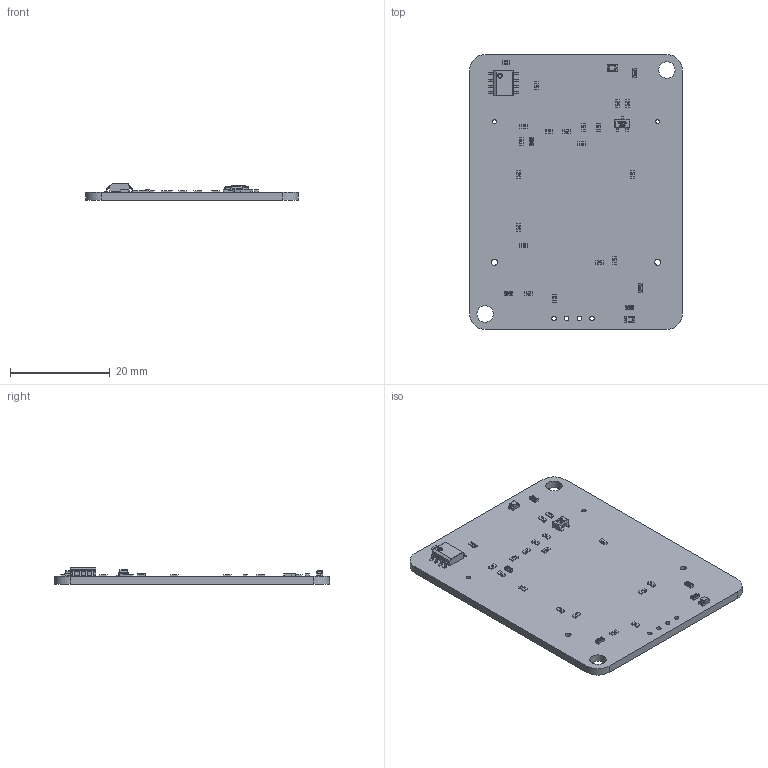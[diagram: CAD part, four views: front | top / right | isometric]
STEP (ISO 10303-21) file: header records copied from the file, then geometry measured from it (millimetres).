
FILE_DESCRIPTION(('Open CASCADE Model'),'2;1');
FILE_NAME('Open CASCADE Shape Model','2021-01-16T10:36:21',('Author'),( 'Open CASCADE'),'Open CASCADE STEP processor 6.8','Open CASCADE 6.8' ,'Unknown');
FILE_SCHEMA(('AUTOMOTIVE_DESIGN { 1 0 10303 214 1 1 1 1 }'));
Length unit declared in the file: millimetre
Products named in the file (37): PCB; Board; U4; User_Library-SOIC-8-150; User_Library-SOIC-8-150_pin_SOIC_SO-150_1; User_Library-SOIC-8-150_SOIC_150_SOIC_5X4_1; C19; User_Library-0603_SMD_Capacitor; C18; C17; C1; C2; C3; C4; C5; C6; C7; C8; C9; C10; C11; C13; C14; C15; C16; D1; SOT-23; R1; User_Library-RES_1609-0603; R2; LED1; User_Library-led_0805; LED_PWR; R3; R4; R5; C20
Assembly tree (66 placements, depth 4):
  PCB
    Board
    U4
      User_Library-SOIC-8-150
        User_Library-SOIC-8-150_pin_SOIC_SO-150_1  x8
        User_Library-SOIC-8-150_SOIC_150_SOIC_5X4_1
    C19
      User_Library-0603_SMD_Capacitor
    C18
      User_Library-0603_SMD_Capacitor
    C17
      User_Library-0603_SMD_Capacitor
    C1
      User_Library-0603_SMD_Capacitor
    C2
      User_Library-0603_SMD_Capacitor
    C3
      User_Library-0603_SMD_Capacitor
    C4
      User_Library-0603_SMD_Capacitor
    C5
      User_Library-0603_SMD_Capacitor
    C6
      User_Library-0603_SMD_Capacitor
    C7
      User_Library-0603_SMD_Capacitor
    C8
      User_Library-0603_SMD_Capacitor
    C9
      User_Library-0603_SMD_Capacitor
    C10
      User_Library-0603_SMD_Capacitor
    C11
      User_Library-0603_SMD_Capacitor
    C13
      User_Library-0603_SMD_Capacitor
    C14
      User_Library-0603_SMD_Capacitor
    C15
      User_Library-0603_SMD_Capacitor
    C16
      User_Library-0603_SMD_Capacitor
    D1
      SOT-23
    R1
      User_Library-RES_1609-0603
    R2
      User_Library-RES_1609-0603
    LED1
      User_Library-led_0805
    LED_PWR
      User_Library-led_0805
    R3
      User_Library-RES_1609-0603
    R4
      User_Library-RES_1609-0603
    R5
      User_Library-RES_1609-0603
    C20
      User_Library-0603_SMD_Capacitor
Bounding box: 42.75 x 55.25 x 3.34 mm (x, y, z)
Volume: 3760.8 mm3; surface area: 5291.4 mm2
Topology: 52 solids, 52 shells, 2704 faces, 6676 edges, 4060 vertices
Faces by surface type: bspline 1043, plane 995, cylinder 498, sphere 168
Full cylindrical faces by diameter (mm): 0.84 x2, 0.9 x4, 1.2 x2, 3.3 x2
Entity records: 31043 total; most frequent: CARTESIAN_POINT 15628, ORIENTED_EDGE 2822, DIRECTION 2059, EDGE_CURVE 1411, VERTEX_POINT 906, LINE 869, VECTOR 869, FACE_BOUND 609
